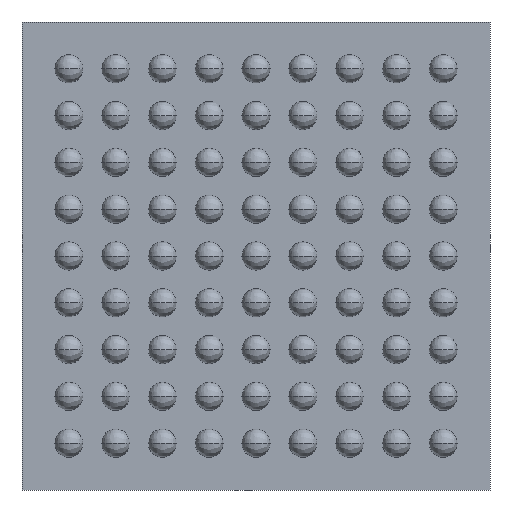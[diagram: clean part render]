
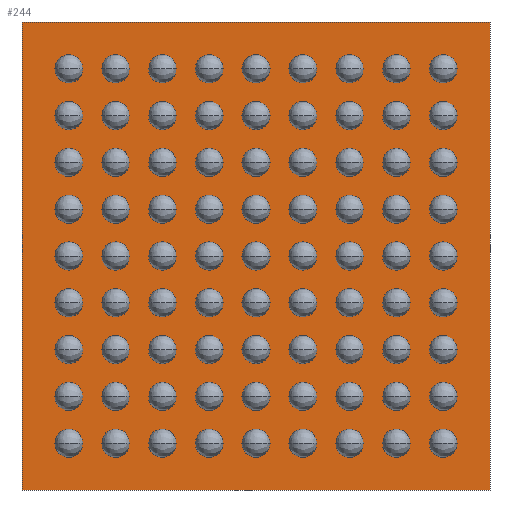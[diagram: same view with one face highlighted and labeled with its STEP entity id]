
A CAD part, front view. The second image highlights one B-rep face of the part: STEP entity #244.
In plain terms, the highlighted planar face has unit normal (0, -1, 0).
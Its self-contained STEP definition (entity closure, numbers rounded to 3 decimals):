
#18 = AXIS2_PLACEMENT_3D ( 'NONE', #283, #1157, #819 ) ;
#27 = DIRECTION ( 'NONE',  ( 1., 0., 0. ) ) ;
#89 = EDGE_CURVE ( 'NONE', #533, #302, #797, .T. ) ;
#117 = ORIENTED_EDGE ( 'NONE', *, *, #778, .F. ) ;
#207 = CARTESIAN_POINT ( 'NONE',  ( 2.5, 0.21, 2.5 ) ) ;
#244 = ADVANCED_FACE ( 'NONE', ( #705 ), #611, .F. ) ;
#272 = CARTESIAN_POINT ( 'NONE',  ( -2.5, 0.21, -2.5 ) ) ;
#283 = CARTESIAN_POINT ( 'NONE',  ( 0., 0.21, 0. ) ) ;
#302 = VERTEX_POINT ( 'NONE', #833 ) ;
#323 = ORIENTED_EDGE ( 'NONE', *, *, #671, .F. ) ;
#325 = VECTOR ( 'NONE', #27, 1000. ) ;
#328 = ORIENTED_EDGE ( 'NONE', *, *, #1348, .F. ) ;
#466 = LINE ( 'NONE', #885, #325 ) ;
#533 = VERTEX_POINT ( 'NONE', #272 ) ;
#540 = DIRECTION ( 'NONE',  ( -1., 0., 0. ) ) ;
#542 = VERTEX_POINT ( 'NONE', #1061 ) ;
#557 = VECTOR ( 'NONE', #1320, 1000. ) ;
#571 = VERTEX_POINT ( 'NONE', #207 ) ;
#587 = ORIENTED_EDGE ( 'NONE', *, *, #89, .F. ) ;
#611 = PLANE ( 'NONE',  #18 ) ;
#671 = EDGE_CURVE ( 'NONE', #302, #571, #466, .T. ) ;
#705 = FACE_OUTER_BOUND ( 'NONE', #849, .T. ) ;
#766 = DIRECTION ( 'NONE',  ( 0., 0., -1. ) ) ;
#778 = EDGE_CURVE ( 'NONE', #571, #542, #877, .T. ) ;
#783 = CARTESIAN_POINT ( 'NONE',  ( -2.5, 0.21, 0. ) ) ;
#797 = LINE ( 'NONE', #783, #557 ) ;
#819 = DIRECTION ( 'NONE',  ( 0., 0., 1. ) ) ;
#833 = CARTESIAN_POINT ( 'NONE',  ( -2.5, 0.21, 2.5 ) ) ;
#849 = EDGE_LOOP ( 'NONE', ( #117, #323, #587, #328 ) ) ;
#877 = LINE ( 'NONE', #1310, #1205 ) ;
#885 = CARTESIAN_POINT ( 'NONE',  ( 0., 0.21, 2.5 ) ) ;
#1061 = CARTESIAN_POINT ( 'NONE',  ( 2.5, 0.21, -2.5 ) ) ;
#1157 = DIRECTION ( 'NONE',  ( 0., 1., 0. ) ) ;
#1196 = CARTESIAN_POINT ( 'NONE',  ( 0., 0.21, -2.5 ) ) ;
#1205 = VECTOR ( 'NONE', #766, 1000. ) ;
#1212 = LINE ( 'NONE', #1196, #1258 ) ;
#1258 = VECTOR ( 'NONE', #540, 1000. ) ;
#1310 = CARTESIAN_POINT ( 'NONE',  ( 2.5, 0.21, 0. ) ) ;
#1320 = DIRECTION ( 'NONE',  ( 0., 0., 1. ) ) ;
#1348 = EDGE_CURVE ( 'NONE', #542, #533, #1212, .T. ) ;
